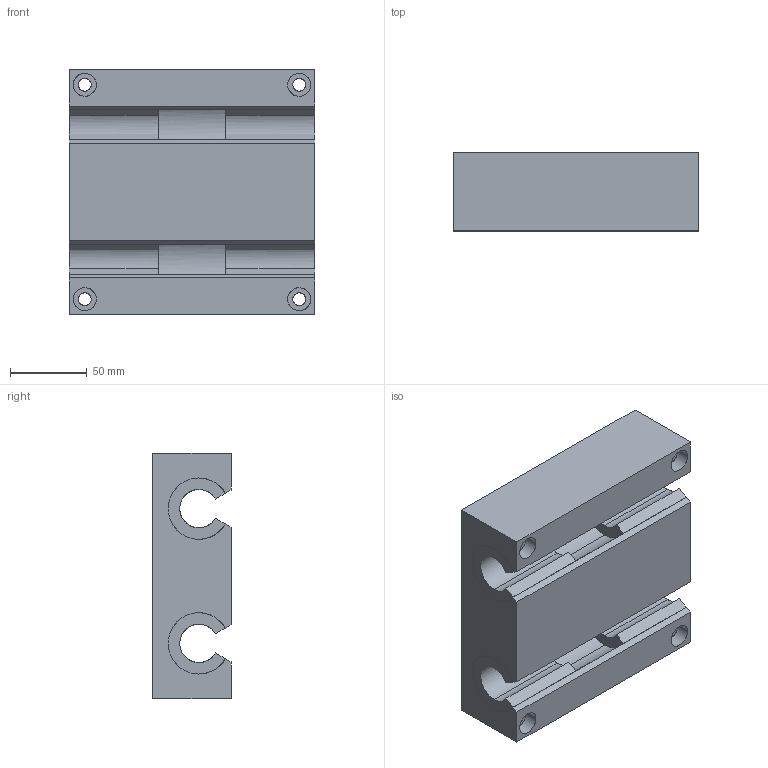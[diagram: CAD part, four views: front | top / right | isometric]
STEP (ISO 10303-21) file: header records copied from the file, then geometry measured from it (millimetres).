
FILE_DESCRIPTION ((), '1');
FILE_NAME ('VB45-225.stp', '2018-12-17T15:17:03', ('Unknown'), ('Unknown'), 'HarmonyWare STEP v2.0.5', 'Vectorworks', '');
FILE_SCHEMA (('CONFIG_CONTROL_DESIGN'));
Length unit declared in the file: millimetre
Products named in the file (103): NONE
Assembly tree (102 placements, depth 2):
  NONE
    NONE
    NONE
    NONE
    NONE
    NONE
    NONE
    NONE
    NONE
    NONE
    NONE
    NONE
    NONE
    NONE
    NONE
    NONE
    NONE
    NONE
    NONE
    NONE
    NONE
    NONE
    NONE
    NONE
    NONE
    NONE
    NONE
    NONE
    NONE
    NONE
    NONE
    NONE
    NONE
    NONE
    NONE
    NONE
    NONE
    NONE
    NONE
    NONE
    NONE
    NONE
    NONE
    NONE
    NONE
    NONE
    NONE
    NONE
    NONE
    NONE
    NONE
    NONE
    NONE
    NONE
    NONE
    NONE
    NONE
    NONE
    NONE
    NONE
Bounding box: 160 x 51 x 160 mm (x, y, z)
Surface area: 112212.4 mm2 (no closed solid volume)
Topology: 0 solids, 102 shells, 102 faces, 488 edges, 488 vertices
Faces by surface type: bspline 102
Entity records: 21430 total; most frequent: CARTESIAN_POINT 5888, PERSON 1028, ORGANIZATION 1028, PERSON_AND_ORGANIZATION 1028, CALENDAR_DATE 719, COORDINATED_UNIVERSAL_TIME_OFFSET 719, LOCAL_TIME 719, DATE_AND_TIME 719
